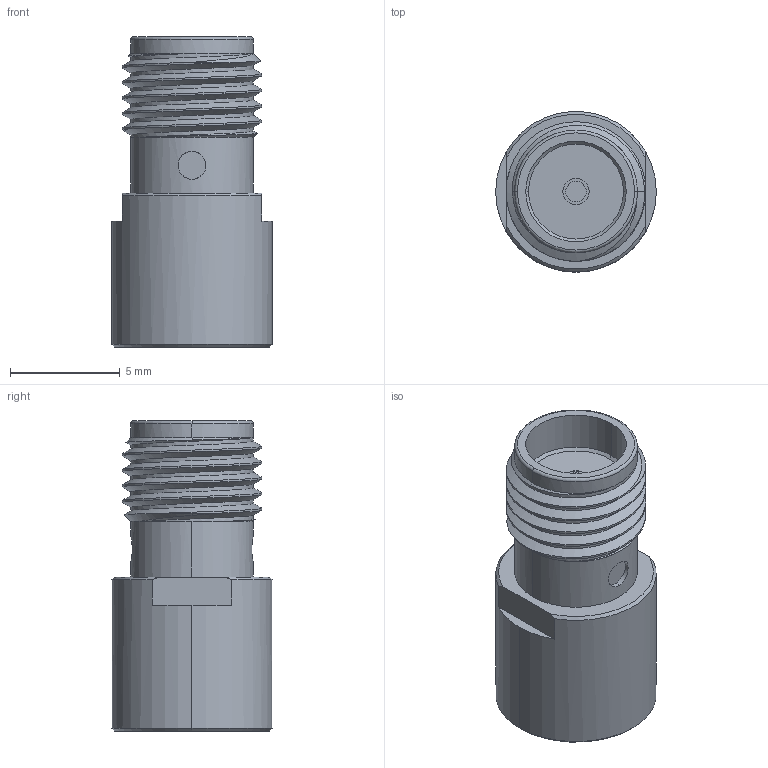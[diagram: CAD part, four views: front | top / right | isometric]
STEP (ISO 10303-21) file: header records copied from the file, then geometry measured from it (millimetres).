
FILE_DESCRIPTION (( 'STEP AP203' ), '1' );
FILE_NAME ('LCAD91400_3D.STEP', '2022-08-24T16:39:32', ( '' ), ( '' ), 'SwSTEP 2.0', 'SolidWorks 2021', '' );
FILE_SCHEMA (( 'CONFIG_CONTROL_DESIGN' ));
Length unit declared in the file: inch
Products named in the file (1): LCAD91400_3D
Bounding box: 7.3 x 7.3 x 14.1 mm (x, y, z)
Volume: 371 mm3; surface area: 644 mm2
Topology: 1 solids, 1 shells, 195 faces, 630 edges, 415 vertices
Faces by surface type: plane 90, cylinder 78, cone 18, bspline 7, torus 2
Entity records: 9343 total; most frequent: CARTESIAN_POINT 4185, ORIENTED_EDGE 1260, DIRECTION 855, EDGE_CURVE 630, VERTEX_POINT 415, AXIS2_PLACEMENT_3D 328, B_SPLINE_CURVE_WITH_KNOTS 249, EDGE_LOOP 209
